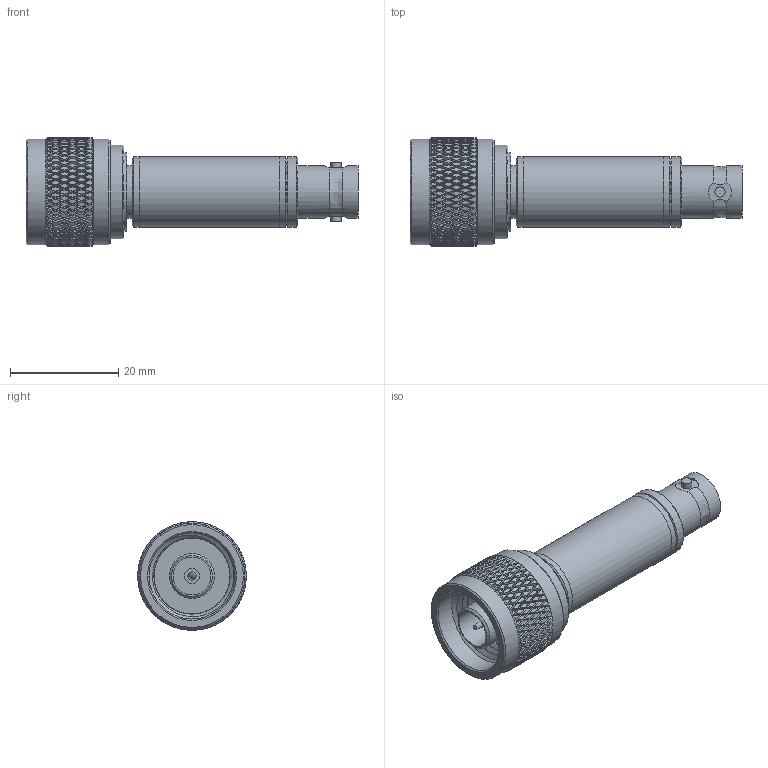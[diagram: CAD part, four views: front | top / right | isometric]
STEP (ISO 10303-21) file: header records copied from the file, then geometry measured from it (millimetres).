
FILE_DESCRIPTION (( 'STEP AP203' ), '1' );
FILE_NAME ('SMD0018_3D.step', '2020-05-11T21:48:20', ( '' ), ( '' ), 'SwSTEP 2.0', 'SolidWorks 2018', '' );
FILE_SCHEMA (( 'CONFIG_CONTROL_DESIGN' ));
Products named in the file (1): SMD0018_3D
Bounding box: 61.21 x 20 x 20 mm (x, y, z)
Volume: 8219.8 mm3; surface area: 5147.5 mm2
Topology: 1 solids, 1 shells, 2179 faces, 4388 edges, 2226 vertices
Faces by surface type: bspline 1546, cylinder 361, cone 236, plane 35, torus 1
Full cylindrical faces by diameter (mm): 1.27 x1, 1.524 x1, 1.778 x1, 1.905 x2, 2.794 x1, 4.572 x1, 6.985 x1, 8.255 x2, 9.601 x2, 9.652 x1, 12.954 x4, 14.49 x1, 15.875 x5, 17.175 x1, 19.461 x2
Entity records: 77273 total; most frequent: CARTESIAN_POINT 49240, ORIENTED_EDGE 8648, EDGE_CURVE 4324, EDGE_LOOP 2224, VERTEX_POINT 2202, FACE_OUTER_BOUND 2198, ADVANCED_FACE 2174, DIRECTION 2112
